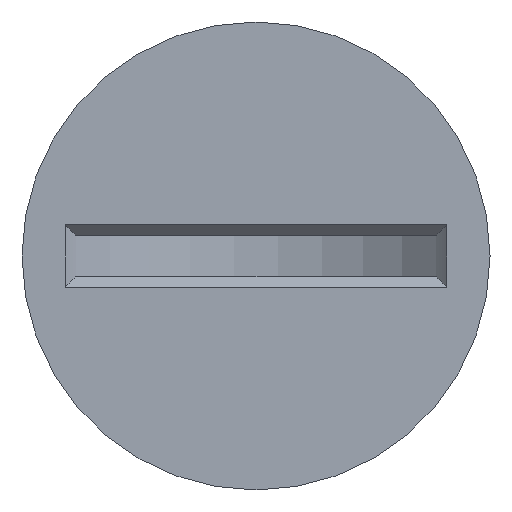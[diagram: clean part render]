
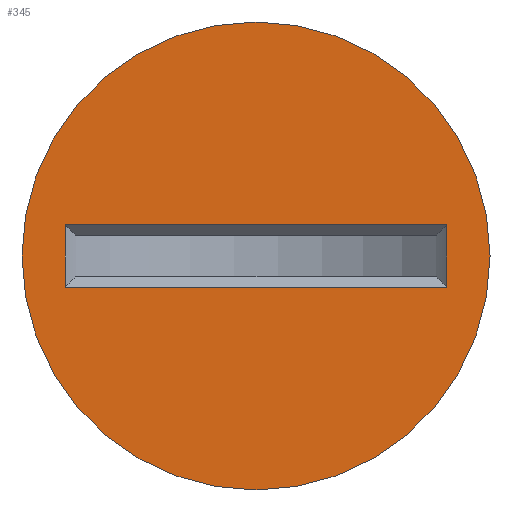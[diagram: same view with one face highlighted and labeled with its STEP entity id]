
A CAD part, front view. The second image highlights one B-rep face of the part: STEP entity #345.
In plain terms, the highlighted planar face has unit normal (0, -1, 0).
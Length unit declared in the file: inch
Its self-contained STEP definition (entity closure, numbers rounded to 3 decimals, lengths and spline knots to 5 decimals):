
#15=FACE_BOUND('',#70,.T.);
#27=PLANE('',#390);
#49=FACE_OUTER_BOUND('',#69,.T.);
#69=EDGE_LOOP('',(#311));
#70=EDGE_LOOP('',(#312,#313,#314,#315));
#73=CIRCLE('',#368,0.45);
#111=LINE('',#1321,#127);
#113=LINE('',#1332,#129);
#114=LINE('',#1336,#130);
#115=LINE('',#1337,#131);
#127=VECTOR('',#435,0.3937);
#129=VECTOR('',#447,0.3937);
#130=VECTOR('',#454,0.3937);
#131=VECTOR('',#455,0.3937);
#149=VERTEX_POINT('',#769);
#157=VERTEX_POINT('',#1314);
#160=VERTEX_POINT('',#1319);
#161=VERTEX_POINT('',#1325);
#164=VERTEX_POINT('',#1330);
#186=EDGE_CURVE('',#149,#149,#73,.T.);
#203=EDGE_CURVE('',#160,#157,#111,.T.);
#208=EDGE_CURVE('',#164,#161,#113,.T.);
#210=EDGE_CURVE('',#160,#161,#114,.T.);
#211=EDGE_CURVE('',#164,#157,#115,.T.);
#311=ORIENTED_EDGE('',*,*,#186,.T.);
#312=ORIENTED_EDGE('',*,*,#210,.T.);
#313=ORIENTED_EDGE('',*,*,#208,.F.);
#314=ORIENTED_EDGE('',*,*,#211,.T.);
#315=ORIENTED_EDGE('',*,*,#203,.F.);
#345=ADVANCED_FACE('',(#49,#15),#27,.T.);
#368=AXIS2_PLACEMENT_3D('',#770,#416,#417);
#390=AXIS2_PLACEMENT_3D('',#1346,#469,#470);
#416=DIRECTION('center_axis',(0.,-1.,0.));
#417=DIRECTION('ref_axis',(1.,0.,0.));
#435=DIRECTION('',(1.,0.,0.));
#447=DIRECTION('',(-1.,0.,0.));
#454=DIRECTION('',(0.,0.,1.));
#455=DIRECTION('',(0.,0.,-1.));
#469=DIRECTION('center_axis',(0.,-1.,0.));
#470=DIRECTION('ref_axis',(1.,0.,0.));
#769=CARTESIAN_POINT('',(-5.79636,-7.8,-1.39817));
#770=CARTESIAN_POINT('Origin',(-5.34636,-7.8,-1.39817));
#1314=CARTESIAN_POINT('',(-4.97975,-7.8,-1.45817));
#1319=CARTESIAN_POINT('',(-5.71296,-7.8,-1.45817));
#1321=CARTESIAN_POINT('',(-5.34636,-7.8,-1.45817));
#1325=CARTESIAN_POINT('',(-5.71296,-7.8,-1.33817));
#1330=CARTESIAN_POINT('',(-4.97975,-7.8,-1.33817));
#1332=CARTESIAN_POINT('',(-5.34636,-7.8,-1.33817));
#1336=CARTESIAN_POINT('',(-5.71296,-7.8,-1.39817));
#1337=CARTESIAN_POINT('',(-4.97975,-7.8,-1.39817));
#1346=CARTESIAN_POINT('Origin',(-5.34636,-7.8,-1.39817));
